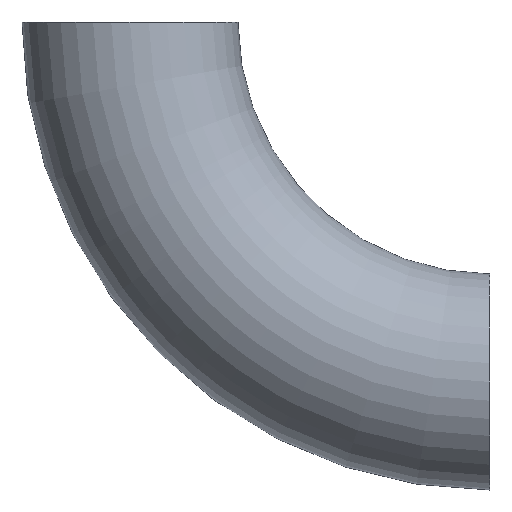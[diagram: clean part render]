
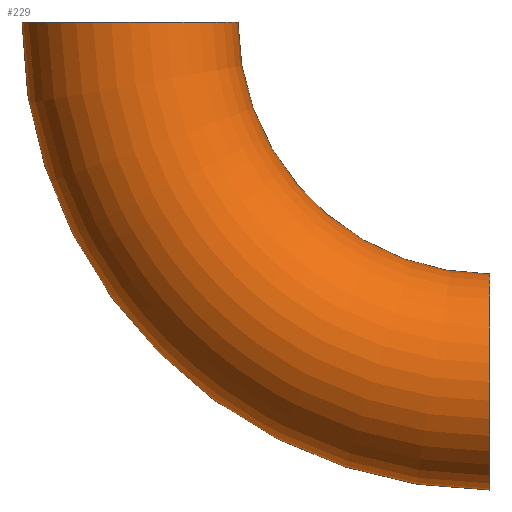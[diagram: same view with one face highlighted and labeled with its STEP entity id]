
A CAD part, front view. The second image highlights one B-rep face of the part: STEP entity #229.
In plain terms, the highlighted toroidal (fillet/blend) face has major radius 20 mm and minor radius 6 mm.
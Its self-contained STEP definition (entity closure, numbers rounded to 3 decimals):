
#8 = CARTESIAN_POINT ( 'NONE',  ( -14., 0., 0. ) ) ;
#15 = DIRECTION ( 'NONE',  ( -1., 0., 0. ) ) ;
#27 = AXIS2_PLACEMENT_3D ( 'NONE', #140, #104, #180 ) ;
#29 = EDGE_CURVE ( 'NONE', #150, #89, #234, .T. ) ;
#36 = CARTESIAN_POINT ( 'NONE',  ( 0., 0., -20. ) ) ;
#40 = CIRCLE ( 'NONE', #210, 26. ) ;
#41 = DIRECTION ( 'NONE',  ( 0., 1., 0. ) ) ;
#46 = DIRECTION ( 'NONE',  ( 0., 1., 0. ) ) ;
#50 = CIRCLE ( 'NONE', #221, 6. ) ;
#53 = CARTESIAN_POINT ( 'NONE',  ( -20., 0., 0. ) ) ;
#66 = TOROIDAL_SURFACE ( 'NONE', #106, 20., 6. ) ;
#68 = ORIENTED_EDGE ( 'NONE', *, *, #114, .T. ) ;
#77 = EDGE_LOOP ( 'NONE', ( #151, #68, #246, #199 ) ) ;
#80 = FACE_OUTER_BOUND ( 'NONE', #77, .T. ) ;
#89 = VERTEX_POINT ( 'NONE', #8 ) ;
#93 = DIRECTION ( 'NONE',  ( 1., 0., 0. ) ) ;
#104 = DIRECTION ( 'NONE',  ( 0., 1., 0. ) ) ;
#106 = AXIS2_PLACEMENT_3D ( 'NONE', #214, #46, #200 ) ;
#114 = EDGE_CURVE ( 'NONE', #240, #247, #50, .T. ) ;
#140 = CARTESIAN_POINT ( 'NONE',  ( 0., 0., 0. ) ) ;
#150 = VERTEX_POINT ( 'NONE', #195 ) ;
#151 = ORIENTED_EDGE ( 'NONE', *, *, #165, .F. ) ;
#161 = AXIS2_PLACEMENT_3D ( 'NONE', #53, #224, #93 ) ;
#165 = EDGE_CURVE ( 'NONE', #240, #150, #40, .T. ) ;
#180 = DIRECTION ( 'NONE',  ( 0., 0., 1. ) ) ;
#190 = DIRECTION ( 'NONE',  ( 0., 0., 1. ) ) ;
#195 = CARTESIAN_POINT ( 'NONE',  ( -26., 0., 0. ) ) ;
#198 = DIRECTION ( 'NONE',  ( 0., 0., 1. ) ) ;
#199 = ORIENTED_EDGE ( 'NONE', *, *, #29, .F. ) ;
#200 = DIRECTION ( 'NONE',  ( 0., 0., 1. ) ) ;
#203 = CIRCLE ( 'NONE', #27, 14. ) ;
#210 = AXIS2_PLACEMENT_3D ( 'NONE', #236, #41, #198 ) ;
#214 = CARTESIAN_POINT ( 'NONE',  ( 0., 0., 0. ) ) ;
#221 = AXIS2_PLACEMENT_3D ( 'NONE', #36, #15, #190 ) ;
#224 = DIRECTION ( 'NONE',  ( 0., 0., 1. ) ) ;
#229 = ADVANCED_FACE ( 'NONE', ( #80 ), #66, .T. ) ;
#233 = CARTESIAN_POINT ( 'NONE',  ( 0., 0., -26. ) ) ;
#234 = CIRCLE ( 'NONE', #161, 6. ) ;
#235 = CARTESIAN_POINT ( 'NONE',  ( 0., 0., -14. ) ) ;
#236 = CARTESIAN_POINT ( 'NONE',  ( 0., 0., 0. ) ) ;
#240 = VERTEX_POINT ( 'NONE', #233 ) ;
#241 = EDGE_CURVE ( 'NONE', #247, #89, #203, .T. ) ;
#246 = ORIENTED_EDGE ( 'NONE', *, *, #241, .T. ) ;
#247 = VERTEX_POINT ( 'NONE', #235 ) ;
